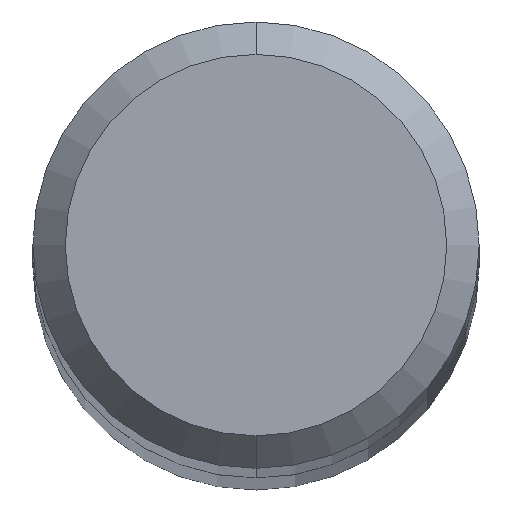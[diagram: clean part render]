
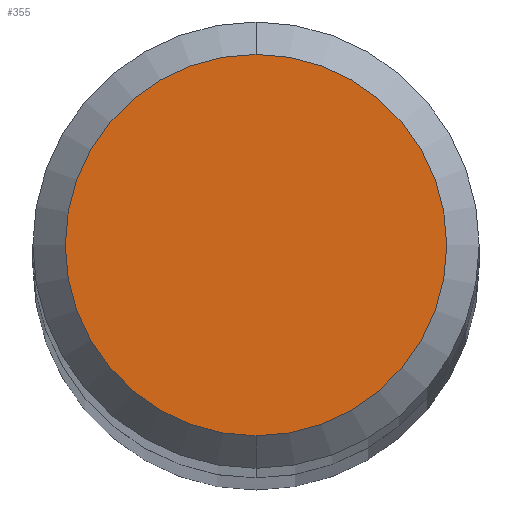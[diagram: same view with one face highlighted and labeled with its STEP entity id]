
A CAD part, top view. The second image highlights one B-rep face of the part: STEP entity #355.
In plain terms, the highlighted planar face has unit normal (0, 0, 1).
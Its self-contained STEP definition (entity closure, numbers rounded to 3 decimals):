
#169=EDGE_CURVE('',#177,#331,#445,.T.);
#177=VERTEX_POINT('',#454);
#331=VERTEX_POINT('',#620);
#345=EDGE_CURVE('',#331,#177,#635,.T.);
#355=ADVANCED_FACE('',(#647),#648,.T.);
#445=CIRCLE('',#741,2.35);
#454=CARTESIAN_POINT('',(0.,-2.35,0.0));
#620=CARTESIAN_POINT('',(0.0,2.35,0.0));
#635=CIRCLE('',#1177,2.35);
#647=FACE_OUTER_BOUND('',#1191,.T.);
#648=PLANE('',#1192);
#741=AXIS2_PLACEMENT_3D('',#1327,#1328,#1329);
#1177=AXIS2_PLACEMENT_3D('',#1515,#1516,#1517);
#1191=EDGE_LOOP('',(#1536,#1537));
#1192=AXIS2_PLACEMENT_3D('',#1538,#1539,#1540);
#1327=CARTESIAN_POINT('',(0.0,0.0,0.0));
#1328=DIRECTION('',(0.0,0.0,-1.0));
#1329=DIRECTION('',(0.0,1.0,0.0));
#1515=CARTESIAN_POINT('',(0.0,0.0,0.0));
#1516=DIRECTION('',(0.0,0.0,-1.0));
#1517=DIRECTION('',(0.0,1.0,0.0));
#1536=ORIENTED_EDGE('',*,*,#345,.F.);
#1537=ORIENTED_EDGE('',*,*,#169,.F.);
#1538=CARTESIAN_POINT('',(0.0,1.175,0.0));
#1539=DIRECTION('',(-0.0,0.0,1.0));
#1540=DIRECTION('',(0.0,-1.0,0.0));
